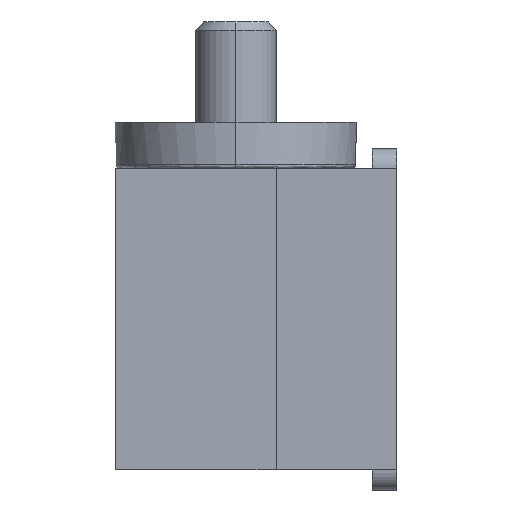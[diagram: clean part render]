
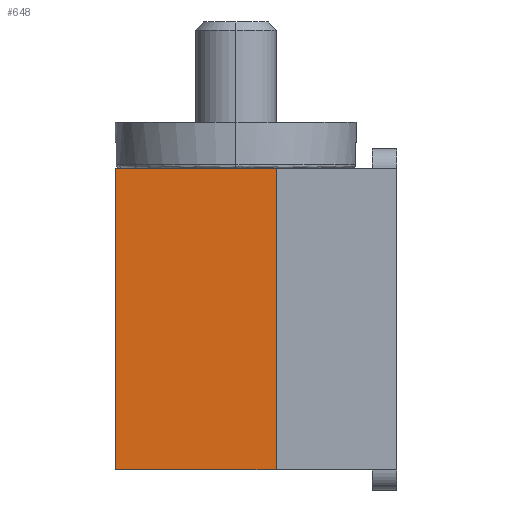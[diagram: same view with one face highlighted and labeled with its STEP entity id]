
A CAD part, left-side view. The second image highlights one B-rep face of the part: STEP entity #648.
In plain terms, the highlighted planar face has unit normal (-1, 0, 0).
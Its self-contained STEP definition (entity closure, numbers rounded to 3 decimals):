
#74 = CARTESIAN_POINT ( 'NONE',  ( -6., 6., 8.5 ) ) ;
#262 = CARTESIAN_POINT ( 'NONE',  ( -6., 14., 7.5 ) ) ;
#299 = ORIENTED_EDGE ( 'NONE', *, *, #3121, .F. ) ;
#341 = AXIS2_PLACEMENT_3D ( 'NONE', #74, #2239, #575 ) ;
#575 = DIRECTION ( 'NONE',  ( 0., 0., -1. ) ) ;
#617 = VECTOR ( 'NONE', #1522, 1000. ) ;
#648 = ADVANCED_FACE ( 'NONE', ( #1357 ), #3001, .F. ) ;
#806 = LINE ( 'NONE', #1679, #2891 ) ;
#893 = ORIENTED_EDGE ( 'NONE', *, *, #2628, .T. ) ;
#1068 = CARTESIAN_POINT ( 'NONE',  ( -6., 14., 8.5 ) ) ;
#1166 = LINE ( 'NONE', #2037, #2392 ) ;
#1183 = LINE ( 'NONE', #3055, #2965 ) ;
#1316 = VERTEX_POINT ( 'NONE', #262 ) ;
#1357 = FACE_OUTER_BOUND ( 'NONE', #2765, .T. ) ;
#1522 = DIRECTION ( 'NONE',  ( 0., 0., 1. ) ) ;
#1624 = DIRECTION ( 'NONE',  ( 0., 0., 1. ) ) ;
#1679 = CARTESIAN_POINT ( 'NONE',  ( -6., 14., -7.5 ) ) ;
#1847 = VERTEX_POINT ( 'NONE', #2908 ) ;
#1871 = EDGE_CURVE ( 'NONE', #1847, #2937, #806, .T. ) ;
#1928 = EDGE_CURVE ( 'NONE', #2937, #2348, #1183, .T. ) ;
#1958 = CARTESIAN_POINT ( 'NONE',  ( -6., 6., 7.5 ) ) ;
#2037 = CARTESIAN_POINT ( 'NONE',  ( -6., 14., 7.5 ) ) ;
#2070 = DIRECTION ( 'NONE',  ( 0., 1., 0. ) ) ;
#2161 = DIRECTION ( 'NONE',  ( 0., -1., 0. ) ) ;
#2239 = DIRECTION ( 'NONE',  ( 1., 0., 0. ) ) ;
#2348 = VERTEX_POINT ( 'NONE', #1958 ) ;
#2392 = VECTOR ( 'NONE', #2070, 1000. ) ;
#2440 = LINE ( 'NONE', #1068, #617 ) ;
#2628 = EDGE_CURVE ( 'NONE', #2348, #1316, #1166, .T. ) ;
#2765 = EDGE_LOOP ( 'NONE', ( #2922, #2796, #893, #299 ) ) ;
#2796 = ORIENTED_EDGE ( 'NONE', *, *, #1928, .T. ) ;
#2891 = VECTOR ( 'NONE', #2161, 1000. ) ;
#2908 = CARTESIAN_POINT ( 'NONE',  ( -6., 14., -7.5 ) ) ;
#2922 = ORIENTED_EDGE ( 'NONE', *, *, #1871, .T. ) ;
#2937 = VERTEX_POINT ( 'NONE', #2943 ) ;
#2943 = CARTESIAN_POINT ( 'NONE',  ( -6., 6., -7.5 ) ) ;
#2965 = VECTOR ( 'NONE', #1624, 1000. ) ;
#3001 = PLANE ( 'NONE',  #341 ) ;
#3055 = CARTESIAN_POINT ( 'NONE',  ( -6., 6., 8.5 ) ) ;
#3121 = EDGE_CURVE ( 'NONE', #1847, #1316, #2440, .T. ) ;
